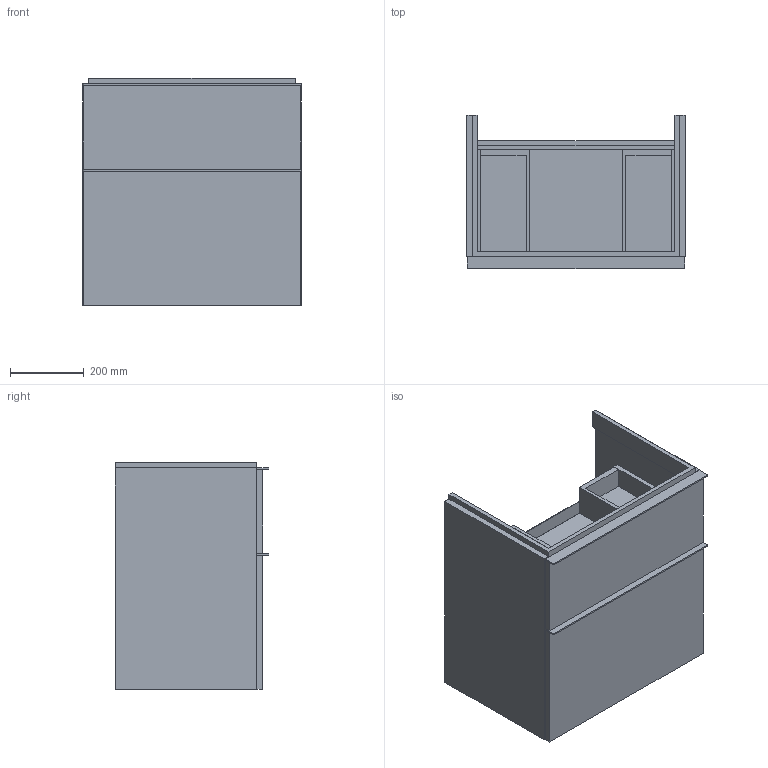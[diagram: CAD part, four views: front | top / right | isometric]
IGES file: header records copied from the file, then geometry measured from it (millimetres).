
Global section: file name: 502307; native system: Autodesk Inventor 2018; preprocessor: unknown; author: JANAN; date: 20210128.085051; units: millimetre
Bounding box: 592 x 416 x 615 mm (x, y, z)
Volume: 25368451.5 mm3; surface area: 3805217.7 mm2
Topology: 10 solids, 10 shells, 98 faces, 234 edges, 156 vertices
Faces by surface type: bspline 98
